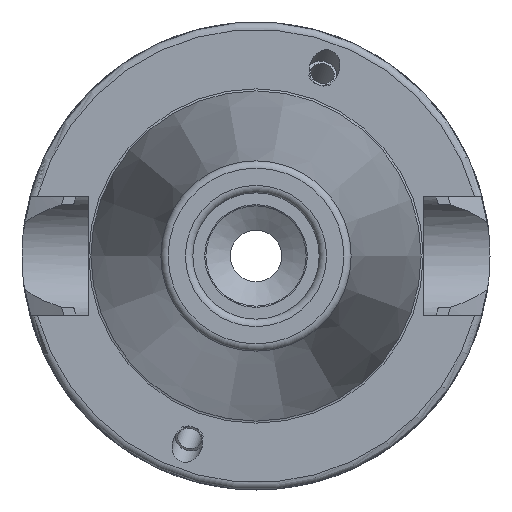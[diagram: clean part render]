
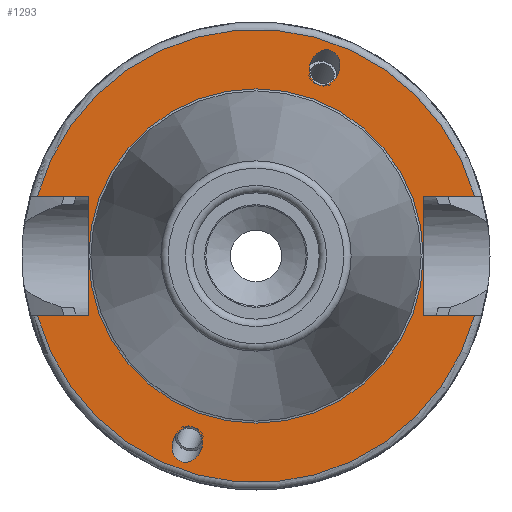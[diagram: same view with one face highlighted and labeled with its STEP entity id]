
A CAD part, left-side view. The second image highlights one B-rep face of the part: STEP entity #1293.
In plain terms, the highlighted planar face has unit normal (-1, 0, 0).
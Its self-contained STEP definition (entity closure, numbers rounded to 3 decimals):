
#60=FACE_BOUND('',#297,.T.);
#61=FACE_BOUND('',#298,.T.);
#62=FACE_BOUND('',#299,.T.);
#83=ELLIPSE('',#1393,2.442,2.);
#92=ELLIPSE('',#1416,2.442,2.);
#205=FACE_OUTER_BOUND('',#296,.T.);
#296=EDGE_LOOP('',(#1158,#1159,#1160,#1161,#1162,#1163,#1164,#1165));
#297=EDGE_LOOP('',(#1166));
#298=EDGE_LOOP('',(#1167));
#299=EDGE_LOOP('',(#1168));
#356=CIRCLE('',#1444,30.5);
#375=CIRCLE('',#1479,22.5);
#376=CIRCLE('',#1481,30.5);
#419=LINE('',#2314,#485);
#423=LINE('',#2322,#489);
#426=LINE('',#2342,#492);
#437=LINE('',#2442,#503);
#440=LINE('',#2463,#506);
#442=LINE('',#2466,#508);
#485=VECTOR('',#1733,10.);
#489=VECTOR('',#1739,10.);
#492=VECTOR('',#1744,10.);
#503=VECTOR('',#1799,10.);
#506=VECTOR('',#1804,10.);
#508=VECTOR('',#1808,10.);
#559=VERTEX_POINT('',#2146);
#574=VERTEX_POINT('',#2227);
#592=VERTEX_POINT('',#2302);
#593=VERTEX_POINT('',#2313);
#595=VERTEX_POINT('',#2319);
#596=VERTEX_POINT('',#2321);
#611=VERTEX_POINT('',#2402);
#618=VERTEX_POINT('',#2439);
#619=VERTEX_POINT('',#2441);
#623=VERTEX_POINT('',#2462);
#637=VERTEX_POINT('',#2514);
#704=EDGE_CURVE('',#559,#559,#83,.T.);
#727=EDGE_CURVE('',#574,#574,#92,.T.);
#748=EDGE_CURVE('',#593,#592,#419,.T.);
#752=EDGE_CURVE('',#596,#595,#423,.T.);
#757=EDGE_CURVE('',#595,#593,#426,.T.);
#777=EDGE_CURVE('',#596,#611,#356,.T.);
#787=EDGE_CURVE('',#619,#618,#437,.T.);
#792=EDGE_CURVE('',#623,#611,#440,.T.);
#794=EDGE_CURVE('',#618,#623,#442,.T.);
#818=EDGE_CURVE('',#637,#637,#375,.T.);
#819=EDGE_CURVE('',#619,#592,#376,.T.);
#1158=ORIENTED_EDGE('',*,*,#748,.T.);
#1159=ORIENTED_EDGE('',*,*,#819,.F.);
#1160=ORIENTED_EDGE('',*,*,#787,.T.);
#1161=ORIENTED_EDGE('',*,*,#794,.T.);
#1162=ORIENTED_EDGE('',*,*,#792,.T.);
#1163=ORIENTED_EDGE('',*,*,#777,.F.);
#1164=ORIENTED_EDGE('',*,*,#752,.T.);
#1165=ORIENTED_EDGE('',*,*,#757,.T.);
#1166=ORIENTED_EDGE('',*,*,#704,.T.);
#1167=ORIENTED_EDGE('',*,*,#727,.T.);
#1168=ORIENTED_EDGE('',*,*,#818,.T.);
#1222=PLANE('',#1480);
#1293=ADVANCED_FACE('',(#205,#60,#61,#62),#1222,.T.);
#1393=AXIS2_PLACEMENT_3D('',#2148,#1655,#1656);
#1416=AXIS2_PLACEMENT_3D('',#2229,#1708,#1709);
#1444=AXIS2_PLACEMENT_3D('',#2403,#1786,#1787);
#1479=AXIS2_PLACEMENT_3D('',#2516,#1873,#1874);
#1480=AXIS2_PLACEMENT_3D('',#2517,#1875,#1876);
#1481=AXIS2_PLACEMENT_3D('',#2518,#1877,#1878);
#1655=DIRECTION('center_axis',(1.,0.,0.));
#1656=DIRECTION('ref_axis',(0.,-0.342,0.94));
#1708=DIRECTION('center_axis',(1.,0.,0.));
#1709=DIRECTION('ref_axis',(0.,0.342,-0.94));
#1733=DIRECTION('',(0.,-1.,0.));
#1739=DIRECTION('',(0.,1.,0.));
#1744=DIRECTION('',(0.,0.,1.));
#1786=DIRECTION('center_axis',(1.,0.,0.));
#1787=DIRECTION('ref_axis',(0.,0.,-1.));
#1799=DIRECTION('',(0.,-1.,0.));
#1804=DIRECTION('',(0.,1.,0.));
#1808=DIRECTION('',(0.,0.,-1.));
#1873=DIRECTION('center_axis',(1.,0.,0.));
#1874=DIRECTION('ref_axis',(0.,0.,-1.));
#1875=DIRECTION('center_axis',(-1.,0.,0.));
#1876=DIRECTION('ref_axis',(0.,0.,1.));
#1877=DIRECTION('center_axis',(1.,0.,0.));
#1878=DIRECTION('ref_axis',(0.,0.,-1.));
#2146=CARTESIAN_POINT('',(2.,-8.399,23.077));
#2148=CARTESIAN_POINT('Origin',(2.,-9.235,25.372));
#2227=CARTESIAN_POINT('',(2.,8.399,-23.077));
#2229=CARTESIAN_POINT('Origin',(2.,9.235,-25.372));
#2302=CARTESIAN_POINT('',(2.,-29.418,8.05));
#2313=CARTESIAN_POINT('',(2.,-22.6,8.05));
#2314=CARTESIAN_POINT('',(2.,3.95,8.05));
#2319=CARTESIAN_POINT('',(2.,-22.6,-8.05));
#2321=CARTESIAN_POINT('',(2.,-29.418,-8.05));
#2322=CARTESIAN_POINT('',(2.,3.95,-8.05));
#2342=CARTESIAN_POINT('',(2.,-22.6,0.));
#2402=CARTESIAN_POINT('',(2.,29.418,-8.05));
#2403=CARTESIAN_POINT('Origin',(2.,0.,0.));
#2439=CARTESIAN_POINT('',(2.,22.6,8.05));
#2441=CARTESIAN_POINT('',(2.,29.418,8.05));
#2442=CARTESIAN_POINT('',(2.,26.55,8.05));
#2462=CARTESIAN_POINT('',(2.,22.6,-8.05));
#2463=CARTESIAN_POINT('',(2.,26.55,-8.05));
#2466=CARTESIAN_POINT('',(2.,22.6,0.));
#2514=CARTESIAN_POINT('',(2.,0.,22.5));
#2516=CARTESIAN_POINT('Origin',(2.,0.,0.));
#2517=CARTESIAN_POINT('Origin',(2.,30.5,0.));
#2518=CARTESIAN_POINT('Origin',(2.,0.,0.));
